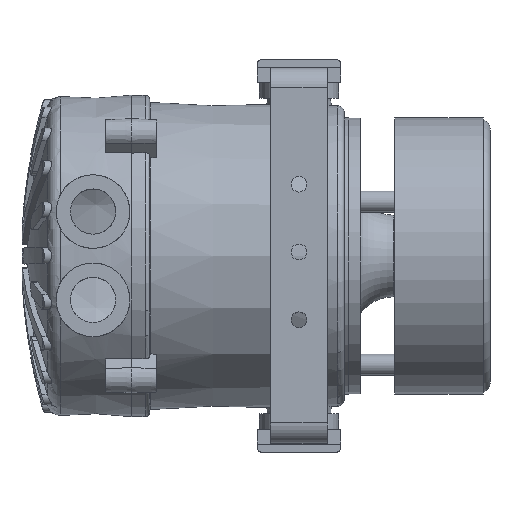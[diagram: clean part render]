
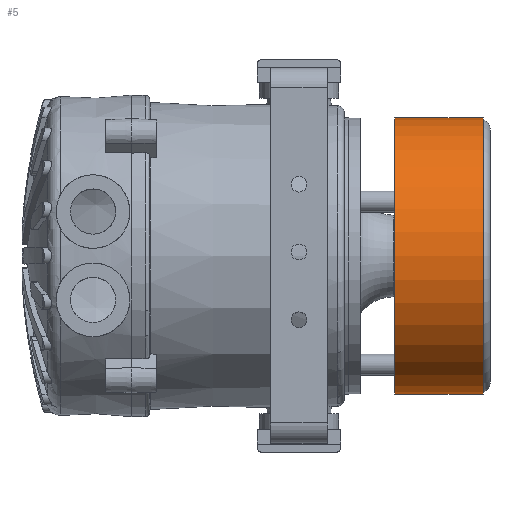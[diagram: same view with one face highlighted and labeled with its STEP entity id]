
A CAD part, top view. The second image highlights one B-rep face of the part: STEP entity #5.
In plain terms, the highlighted cylindrical face has radius 61 mm (diameter 122 mm), a full revolution.
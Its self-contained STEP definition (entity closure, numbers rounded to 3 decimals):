
#5 = ADVANCED_FACE ( 'NONE', ( #6902, #12236 ), #20534, .T. ) ;
#353 = AXIS2_PLACEMENT_3D ( 'NONE', #12484, #7822, #12934 ) ;
#758 = EDGE_LOOP ( 'NONE', ( #18277 ) ) ;
#823 = EDGE_LOOP ( 'NONE', ( #21866 ) ) ;
#2036 = CARTESIAN_POINT ( 'NONE',  ( 61.43, 0., -61. ) ) ;
#3163 = AXIS2_PLACEMENT_3D ( 'NONE', #12715, #14381, #9168 ) ;
#3862 = CIRCLE ( 'NONE', #353, 61. ) ;
#4004 = CARTESIAN_POINT ( 'NONE',  ( 233.964, 0., 0. ) ) ;
#5349 = VERTEX_POINT ( 'NONE', #17240 ) ;
#5709 = AXIS2_PLACEMENT_3D ( 'NONE', #4004, #7456, #20877 ) ;
#6902 = FACE_OUTER_BOUND ( 'NONE', #758, .T. ) ;
#7456 = DIRECTION ( 'NONE',  ( -1., 0., 0. ) ) ;
#7822 = DIRECTION ( 'NONE',  ( -1., 0., 0. ) ) ;
#9168 = DIRECTION ( 'NONE',  ( 0., 0., 1. ) ) ;
#10563 = VERTEX_POINT ( 'NONE', #2036 ) ;
#11281 = EDGE_CURVE ( 'NONE', #5349, #5349, #12756, .T. ) ;
#11287 = EDGE_CURVE ( 'NONE', #10563, #10563, #3862, .T. ) ;
#12236 = FACE_OUTER_BOUND ( 'NONE', #823, .T. ) ;
#12484 = CARTESIAN_POINT ( 'NONE',  ( 61.43, 0., 0. ) ) ;
#12715 = CARTESIAN_POINT ( 'NONE',  ( 22.3, 0., 0. ) ) ;
#12756 = CIRCLE ( 'NONE', #3163, 61. ) ;
#12934 = DIRECTION ( 'NONE',  ( 0., 0., -1. ) ) ;
#14381 = DIRECTION ( 'NONE',  ( 1., 0., 0. ) ) ;
#17240 = CARTESIAN_POINT ( 'NONE',  ( 22.3, 0., 61. ) ) ;
#18277 = ORIENTED_EDGE ( 'NONE', *, *, #11287, .T. ) ;
#20534 = CYLINDRICAL_SURFACE ( 'NONE', #5709, 61. ) ;
#20877 = DIRECTION ( 'NONE',  ( 0., 0., -1. ) ) ;
#21866 = ORIENTED_EDGE ( 'NONE', *, *, #11281, .T. ) ;
